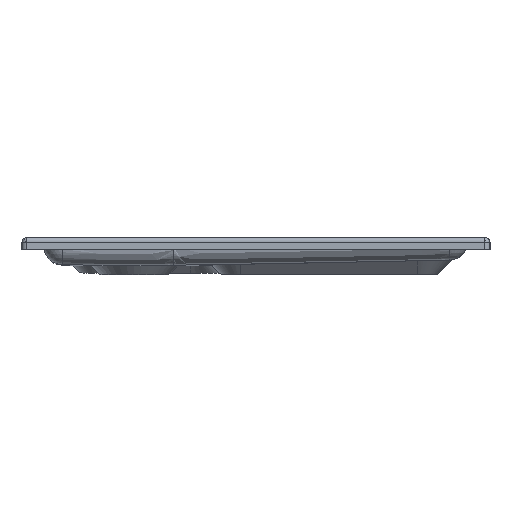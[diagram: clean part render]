
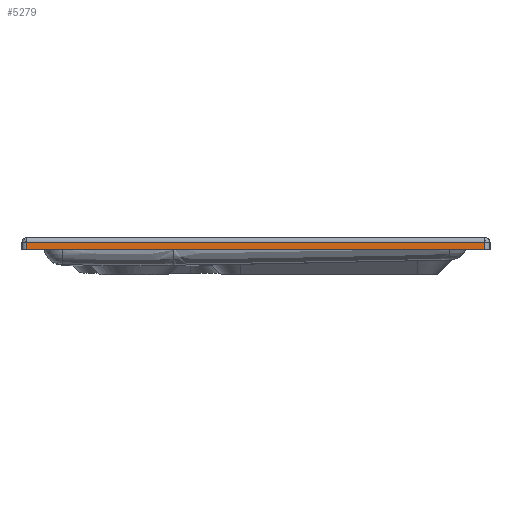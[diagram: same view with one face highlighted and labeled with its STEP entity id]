
A CAD part, left-side view. The second image highlights one B-rep face of the part: STEP entity #5279.
In plain terms, the highlighted face is planar.
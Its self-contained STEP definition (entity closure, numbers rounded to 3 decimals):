
#5131=CARTESIAN_POINT('',(-562.0,180.0,19.5));
#5132=VERTEX_POINT('',#5131);
#5140=CARTESIAN_POINT('',(172.0,180.0,19.5));
#5141=VERTEX_POINT('',#5140);
#5142=CARTESIAN_POINT('',(-562.0,180.0,19.5));
#5143=DIRECTION('',(1.0,0.0,0.0));
#5144=VECTOR('',#5143,734.0);
#5145=LINE('',#5142,#5144);
#5146=EDGE_CURVE('',#5132,#5141,#5145,.T.);
#5249=CARTESIAN_POINT('',(-570.0,180.0,0.0));
#5250=DIRECTION('',(0.0,-1.0,0.0));
#5251=DIRECTION('',(0.0,0.0,-1.0));
#5252=AXIS2_PLACEMENT_3D('',#5249,#5250,#5251);
#5253=PLANE('',#5252);
#5254=ORIENTED_EDGE('',*,*,#5146,.F.);
#5255=CARTESIAN_POINT('',(-562.0,180.0,31.5));
#5256=VERTEX_POINT('',#5255);
#5257=CARTESIAN_POINT('',(-562.0,180.0,19.5));
#5258=DIRECTION('',(0.0,0.0,1.0));
#5259=VECTOR('',#5258,12.0);
#5260=LINE('',#5257,#5259);
#5261=EDGE_CURVE('',#5132,#5256,#5260,.T.);
#5262=ORIENTED_EDGE('',*,*,#5261,.T.);
#5263=CARTESIAN_POINT('',(172.0,180.0,31.5));
#5264=VERTEX_POINT('',#5263);
#5265=CARTESIAN_POINT('',(-562.0,180.0,31.5));
#5266=DIRECTION('',(1.0,0.0,0.0));
#5267=VECTOR('',#5266,734.0);
#5268=LINE('',#5265,#5267);
#5269=EDGE_CURVE('',#5256,#5264,#5268,.T.);
#5270=ORIENTED_EDGE('',*,*,#5269,.T.);
#5271=CARTESIAN_POINT('',(172.0,180.0,19.5));
#5272=DIRECTION('',(0.0,0.0,1.0));
#5273=VECTOR('',#5272,12.0);
#5274=LINE('',#5271,#5273);
#5275=EDGE_CURVE('',#5141,#5264,#5274,.T.);
#5276=ORIENTED_EDGE('',*,*,#5275,.F.);
#5277=EDGE_LOOP('',(#5254,#5262,#5270,#5276));
#5278=FACE_OUTER_BOUND('',#5277,.T.);
#5279=ADVANCED_FACE('',(#5278),#5253,.F.);
